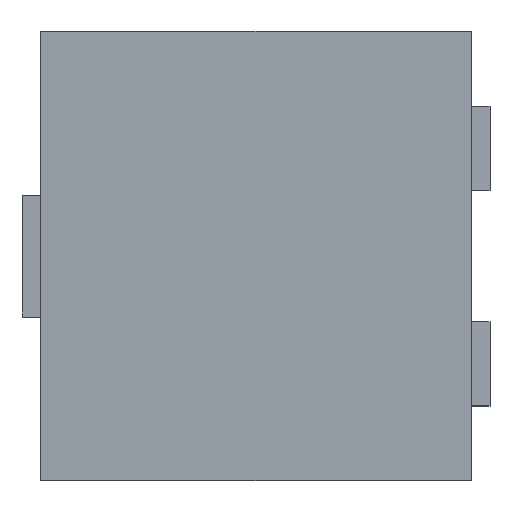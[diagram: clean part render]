
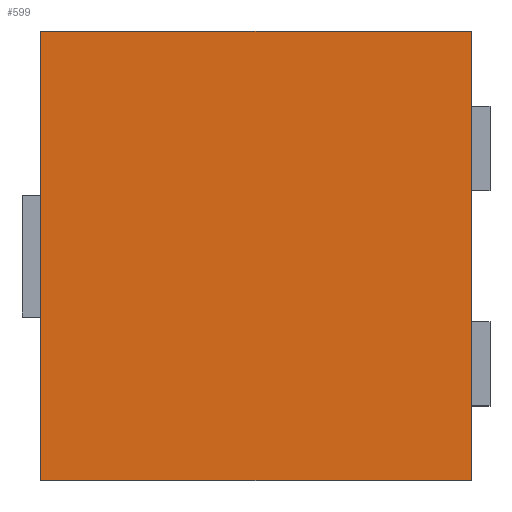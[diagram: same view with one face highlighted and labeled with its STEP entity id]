
A CAD part, top view. The second image highlights one B-rep face of the part: STEP entity #599.
In plain terms, the highlighted planar face has unit normal (0, 0, 1).
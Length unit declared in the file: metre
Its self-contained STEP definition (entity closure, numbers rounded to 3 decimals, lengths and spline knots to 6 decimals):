
#92=ORIENTED_EDGE('',*,*,#235,.F.);
#93=ORIENTED_EDGE('',*,*,#239,.T.);
#94=ORIENTED_EDGE('',*,*,#242,.T.);
#95=ORIENTED_EDGE('',*,*,#214,.F.);
#214=EDGE_CURVE('',#295,#296,#350,.T.);
#235=EDGE_CURVE('',#312,#295,#370,.T.);
#239=EDGE_CURVE('',#312,#315,#374,.T.);
#242=EDGE_CURVE('',#315,#296,#376,.T.);
#295=VERTEX_POINT('',#993);
#296=VERTEX_POINT('',#995);
#312=VERTEX_POINT('',#1034);
#315=VERTEX_POINT('',#1042);
#350=LINE('',#994,#424);
#370=LINE('',#1035,#444);
#374=LINE('',#1043,#448);
#376=LINE('',#1048,#450);
#424=VECTOR('',#834,1.);
#444=VECTOR('',#862,1.);
#448=VECTOR('',#868,1.);
#450=VECTOR('',#874,1.);
#498=EDGE_LOOP('',(#92,#93,#94,#95));
#534=FACE_BOUND('',#498,.T.);
#569=PLANE('',#792);
#599=ADVANCED_FACE('',(#534),#569,.T.);
#792=AXIS2_PLACEMENT_3D('',#1049,#875,#876);
#834=DIRECTION('',(0.,-1.,0.));
#862=DIRECTION('',(1.,0.,0.));
#868=DIRECTION('',(0.,-1.,0.));
#874=DIRECTION('',(1.,0.,0.));
#875=DIRECTION('',(0.,0.,1.));
#876=DIRECTION('',(1.,0.,0.));
#993=CARTESIAN_POINT('',(0.0023,0.0024,0.0035));
#994=CARTESIAN_POINT('',(0.0023,0.,0.0035));
#995=CARTESIAN_POINT('',(0.0023,-0.0024,0.0035));
#1034=CARTESIAN_POINT('',(-0.0023,0.0024,0.0035));
#1035=CARTESIAN_POINT('',(0.,0.0024,0.0035));
#1042=CARTESIAN_POINT('',(-0.0023,-0.0024,0.0035));
#1043=CARTESIAN_POINT('',(-0.0023,0.,0.0035));
#1048=CARTESIAN_POINT('',(0.,-0.0024,0.0035));
#1049=CARTESIAN_POINT('',(0.,0.,0.0035));
